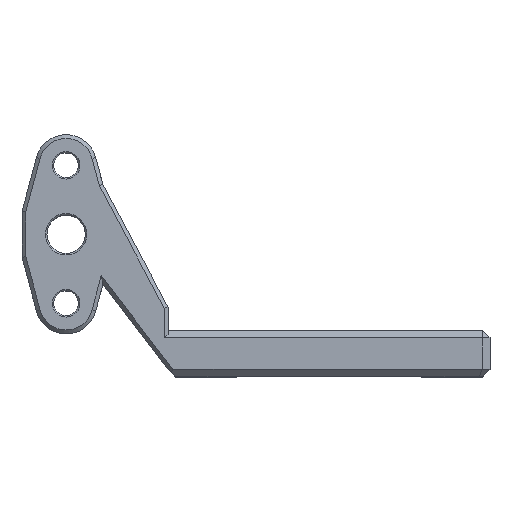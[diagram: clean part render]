
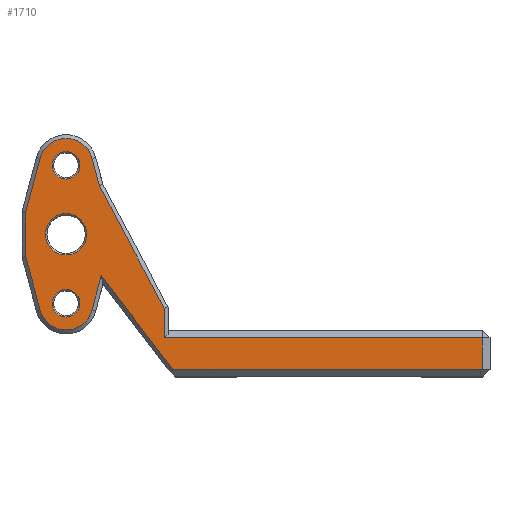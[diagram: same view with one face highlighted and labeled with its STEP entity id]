
A CAD part, top view. The second image highlights one B-rep face of the part: STEP entity #1710.
In plain terms, the highlighted planar face has unit normal (0, 0, 1).
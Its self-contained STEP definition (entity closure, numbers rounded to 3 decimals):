
#33=FACE_BOUND('',#232,.T.);
#34=FACE_BOUND('',#233,.T.);
#35=FACE_BOUND('',#234,.T.);
#50=PLANE('',#1828);
#129=FACE_OUTER_BOUND('',#231,.T.);
#231=EDGE_LOOP('',(#1206,#1207,#1208,#1209,#1210,#1211,#1212,#1213,#1214,
#1215,#1216,#1217,#1218));
#232=EDGE_LOOP('',(#1219));
#233=EDGE_LOOP('',(#1220));
#234=EDGE_LOOP('',(#1221));
#350=LINE('',#2478,#556);
#351=LINE('',#2480,#557);
#352=LINE('',#2482,#558);
#353=LINE('',#2484,#559);
#354=LINE('',#2488,#560);
#355=LINE('',#2490,#561);
#356=LINE('',#2492,#562);
#357=LINE('',#2496,#563);
#358=LINE('',#2498,#564);
#359=LINE('',#2500,#565);
#360=LINE('',#2501,#566);
#556=VECTOR('',#1981,10.);
#557=VECTOR('',#1982,10.);
#558=VECTOR('',#1983,10.);
#559=VECTOR('',#1984,10.);
#560=VECTOR('',#1987,10.);
#561=VECTOR('',#1988,10.);
#562=VECTOR('',#1989,10.);
#563=VECTOR('',#1992,10.);
#564=VECTOR('',#1993,10.);
#565=VECTOR('',#1994,10.);
#566=VECTOR('',#1995,10.);
#762=CIRCLE('',#1827,2.7);
#763=CIRCLE('',#1829,3.5);
#764=CIRCLE('',#1830,3.5);
#765=CIRCLE('',#1831,1.8);
#766=CIRCLE('',#1832,1.8);
#802=VERTEX_POINT('',#2472);
#803=VERTEX_POINT('',#2476);
#804=VERTEX_POINT('',#2477);
#805=VERTEX_POINT('',#2479);
#806=VERTEX_POINT('',#2481);
#807=VERTEX_POINT('',#2483);
#808=VERTEX_POINT('',#2485);
#809=VERTEX_POINT('',#2487);
#810=VERTEX_POINT('',#2489);
#811=VERTEX_POINT('',#2491);
#812=VERTEX_POINT('',#2493);
#813=VERTEX_POINT('',#2495);
#814=VERTEX_POINT('',#2497);
#815=VERTEX_POINT('',#2499);
#816=VERTEX_POINT('',#2502);
#817=VERTEX_POINT('',#2504);
#955=EDGE_CURVE('',#802,#802,#762,.T.);
#956=EDGE_CURVE('',#803,#804,#350,.T.);
#957=EDGE_CURVE('',#805,#803,#351,.T.);
#958=EDGE_CURVE('',#806,#805,#352,.T.);
#959=EDGE_CURVE('',#807,#806,#353,.T.);
#960=EDGE_CURVE('',#808,#807,#763,.T.);
#961=EDGE_CURVE('',#809,#808,#354,.T.);
#962=EDGE_CURVE('',#810,#809,#355,.T.);
#963=EDGE_CURVE('',#811,#810,#356,.T.);
#964=EDGE_CURVE('',#812,#811,#764,.T.);
#965=EDGE_CURVE('',#813,#812,#357,.T.);
#966=EDGE_CURVE('',#814,#813,#358,.T.);
#967=EDGE_CURVE('',#815,#814,#359,.T.);
#968=EDGE_CURVE('',#815,#804,#360,.T.);
#969=EDGE_CURVE('',#816,#816,#765,.T.);
#970=EDGE_CURVE('',#817,#817,#766,.T.);
#1206=ORIENTED_EDGE('',*,*,#956,.F.);
#1207=ORIENTED_EDGE('',*,*,#957,.F.);
#1208=ORIENTED_EDGE('',*,*,#958,.F.);
#1209=ORIENTED_EDGE('',*,*,#959,.F.);
#1210=ORIENTED_EDGE('',*,*,#960,.F.);
#1211=ORIENTED_EDGE('',*,*,#961,.F.);
#1212=ORIENTED_EDGE('',*,*,#962,.F.);
#1213=ORIENTED_EDGE('',*,*,#963,.F.);
#1214=ORIENTED_EDGE('',*,*,#964,.F.);
#1215=ORIENTED_EDGE('',*,*,#965,.F.);
#1216=ORIENTED_EDGE('',*,*,#966,.F.);
#1217=ORIENTED_EDGE('',*,*,#967,.F.);
#1218=ORIENTED_EDGE('',*,*,#968,.T.);
#1219=ORIENTED_EDGE('',*,*,#969,.F.);
#1220=ORIENTED_EDGE('',*,*,#970,.F.);
#1221=ORIENTED_EDGE('',*,*,#955,.F.);
#1710=ADVANCED_FACE('',(#129,#33,#34,#35),#50,.T.);
#1827=AXIS2_PLACEMENT_3D('',#2474,#1977,#1978);
#1828=AXIS2_PLACEMENT_3D('',#2475,#1979,#1980);
#1829=AXIS2_PLACEMENT_3D('',#2486,#1985,#1986);
#1830=AXIS2_PLACEMENT_3D('',#2494,#1990,#1991);
#1831=AXIS2_PLACEMENT_3D('',#2503,#1996,#1997);
#1832=AXIS2_PLACEMENT_3D('',#2505,#1998,#1999);
#1977=DIRECTION('center_axis',(0.,0.,
1.));
#1978=DIRECTION('ref_axis',(-1.,0.,0.));
#1979=DIRECTION('center_axis',(0.,0.,
1.));
#1980=DIRECTION('ref_axis',(-1.,0.,0.));
#1981=DIRECTION('',(1.,0.,0.));
#1982=DIRECTION('',(0.,-1.,0.));
#1983=DIRECTION('',(0.469,-0.883,0.));
#1984=DIRECTION('',(0.259,-0.966,0.));
#1985=DIRECTION('center_axis',(0.,0.,
-1.));
#1986=DIRECTION('ref_axis',(-0.966,0.259,0.));
#1987=DIRECTION('',(0.259,0.966,0.));
#1988=DIRECTION('',(0.,1.,0.));
#1989=DIRECTION('',(-0.259,0.966,0.));
#1990=DIRECTION('center_axis',(0.,0.,
-1.));
#1991=DIRECTION('ref_axis',(0.966,-0.259,0.));
#1992=DIRECTION('',(-0.259,-0.966,0.));
#1993=DIRECTION('',(-0.608,0.794,0.));
#1994=DIRECTION('',(-1.,0.,0.));
#1995=DIRECTION('',(0.,1.,0.));
#1996=DIRECTION('center_axis',(0.,0.,
1.));
#1997=DIRECTION('ref_axis',(-1.,0.,0.));
#1998=DIRECTION('center_axis',(0.,0.,
1.));
#1999=DIRECTION('ref_axis',(-1.,0.,0.));
#2472=CARTESIAN_POINT('',(161.949,-164.782,-15.11));
#2474=CARTESIAN_POINT('Origin',(159.249,-164.782,-15.11));
#2475=CARTESIAN_POINT('Origin',(168.886,-189.423,-15.11));
#2476=CARTESIAN_POINT('',(172.066,-178.3,-15.11));
#2477=CARTESIAN_POINT('',(213.566,-178.3,-15.11));
#2478=CARTESIAN_POINT('',(173.476,-178.3,-15.11));
#2479=CARTESIAN_POINT('',(172.066,-174.424,-15.11));
#2480=CARTESIAN_POINT('',(172.066,-181.861,-15.11));
#2481=CARTESIAN_POINT('',(163.588,-158.448,-15.11));
#2482=CARTESIAN_POINT('',(170.596,-171.655,-15.11));
#2483=CARTESIAN_POINT('',(162.63,-154.875,-15.11));
#2484=CARTESIAN_POINT('',(167.161,-171.773,-15.11));
#2485=CARTESIAN_POINT('',(155.869,-154.875,-15.11));
#2486=CARTESIAN_POINT('Origin',(159.249,-155.782,-15.11));
#2487=CARTESIAN_POINT('',(153.999,-161.848,-15.11));
#2488=CARTESIAN_POINT('',(151.041,-172.88,-15.11));
#2489=CARTESIAN_POINT('',(153.999,-167.716,-15.11));
#2490=CARTESIAN_POINT('',(153.999,-178.602,-15.11));
#2491=CARTESIAN_POINT('',(155.869,-174.688,-15.11));
#2492=CARTESIAN_POINT('',(158.148,-183.19,-15.11));
#2493=CARTESIAN_POINT('',(162.63,-174.688,-15.11));
#2494=CARTESIAN_POINT('Origin',(159.249,-173.782,-15.11));
#2495=CARTESIAN_POINT('',(163.836,-170.19,-15.11));
#2496=CARTESIAN_POINT('',(161.94,-177.261,-15.11));
#2497=CARTESIAN_POINT('',(173.196,-182.4,-15.11));
#2498=CARTESIAN_POINT('',(173.977,-183.419,-15.11));
#2499=CARTESIAN_POINT('',(213.566,-182.4,-15.11));
#2500=CARTESIAN_POINT('',(173.476,-182.4,-15.11));
#2501=CARTESIAN_POINT('',(213.566,-184.861,-15.11));
#2502=CARTESIAN_POINT('',(161.049,-173.782,-15.11));
#2503=CARTESIAN_POINT('Origin',(159.249,-173.782,-15.11));
#2504=CARTESIAN_POINT('',(161.049,-155.782,-15.11));
#2505=CARTESIAN_POINT('Origin',(159.249,-155.782,-15.11));
